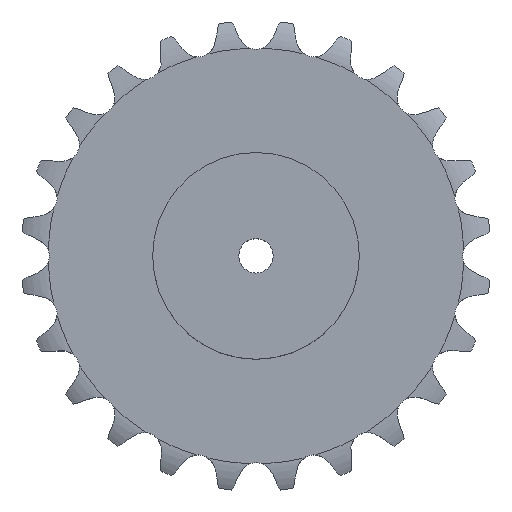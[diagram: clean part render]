
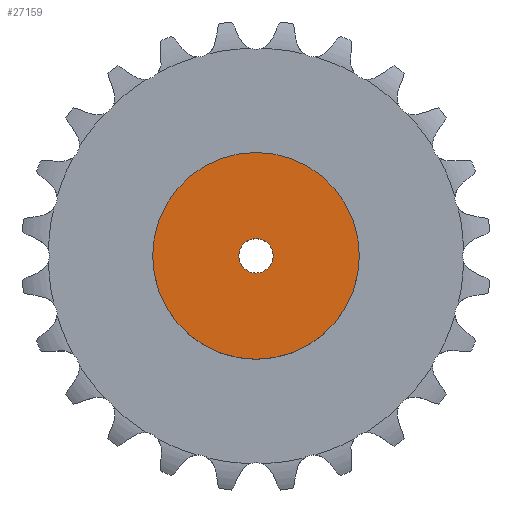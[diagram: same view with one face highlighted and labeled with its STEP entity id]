
A CAD part, top view. The second image highlights one B-rep face of the part: STEP entity #27159.
In plain terms, the highlighted planar face has unit normal (0, 0, 1).
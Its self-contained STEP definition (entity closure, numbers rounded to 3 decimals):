
#3333 = CYLINDRICAL_SURFACE('',#3334,90.);
#3334 = AXIS2_PLACEMENT_3D('',#3335,#3336,#3337);
#3335 = CARTESIAN_POINT('',(0.,0.,0.));
#3336 = DIRECTION('',(-0.,-0.,-1.));
#3337 = DIRECTION('',(1.,0.,0.));
#17510 = VERTEX_POINT('',#17511);
#17511 = CARTESIAN_POINT('',(90.,0.,90.));
#17532 = EDGE_CURVE('',#17510,#17510,#17533,.T.);
#17533 = SURFACE_CURVE('',#17534,(#17539,#17546),.PCURVE_S1.);
#17534 = CIRCLE('',#17535,90.);
#17535 = AXIS2_PLACEMENT_3D('',#17536,#17537,#17538);
#17536 = CARTESIAN_POINT('',(0.,0.,90.));
#17537 = DIRECTION('',(0.,0.,1.));
#17538 = DIRECTION('',(1.,0.,0.));
#17539 = PCURVE('',#3333,#17540);
#17540 = DEFINITIONAL_REPRESENTATION('',(#17541),#17545);
#17541 = LINE('',#17542,#17543);
#17542 = CARTESIAN_POINT('',(-0.,-90.));
#17543 = VECTOR('',#17544,1.);
#17544 = DIRECTION('',(-1.,0.));
#17545 = ( GEOMETRIC_REPRESENTATION_CONTEXT(2) 
PARAMETRIC_REPRESENTATION_CONTEXT() REPRESENTATION_CONTEXT('2D SPACE',''
  ) );
#17546 = PCURVE('',#17547,#17552);
#17547 = PLANE('',#17548);
#17548 = AXIS2_PLACEMENT_3D('',#17549,#17550,#17551);
#17549 = CARTESIAN_POINT('',(0.,0.,90.)
  );
#17550 = DIRECTION('',(0.,0.,1.));
#17551 = DIRECTION('',(1.,0.,0.));
#17552 = DEFINITIONAL_REPRESENTATION('',(#17553),#17557);
#17553 = CIRCLE('',#17554,90.);
#17554 = AXIS2_PLACEMENT_2D('',#17555,#17556);
#17555 = CARTESIAN_POINT('',(0.,0.));
#17556 = DIRECTION('',(1.,0.));
#17557 = ( GEOMETRIC_REPRESENTATION_CONTEXT(2) 
PARAMETRIC_REPRESENTATION_CONTEXT() REPRESENTATION_CONTEXT('2D SPACE',''
  ) );
#23261 = CYLINDRICAL_SURFACE('',#23262,15.);
#23262 = AXIS2_PLACEMENT_3D('',#23263,#23264,#23265);
#23263 = CARTESIAN_POINT('',(0.,0.,629.726));
#23264 = DIRECTION('',(0.,0.,1.));
#23265 = DIRECTION('',(1.,0.,0.));
#27159 = ADVANCED_FACE('',(#27160,#27163),#17547,.T.);
#27160 = FACE_BOUND('',#27161,.T.);
#27161 = EDGE_LOOP('',(#27162));
#27162 = ORIENTED_EDGE('',*,*,#17532,.T.);
#27163 = FACE_BOUND('',#27164,.T.);
#27164 = EDGE_LOOP('',(#27165));
#27165 = ORIENTED_EDGE('',*,*,#27166,.F.);
#27166 = EDGE_CURVE('',#27167,#27167,#27169,.T.);
#27167 = VERTEX_POINT('',#27168);
#27168 = CARTESIAN_POINT('',(15.,0.,90.));
#27169 = SURFACE_CURVE('',#27170,(#27175,#27182),.PCURVE_S1.);
#27170 = CIRCLE('',#27171,15.);
#27171 = AXIS2_PLACEMENT_3D('',#27172,#27173,#27174);
#27172 = CARTESIAN_POINT('',(0.,0.,90.));
#27173 = DIRECTION('',(0.,0.,1.));
#27174 = DIRECTION('',(1.,0.,0.));
#27175 = PCURVE('',#17547,#27176);
#27176 = DEFINITIONAL_REPRESENTATION('',(#27177),#27181);
#27177 = CIRCLE('',#27178,15.);
#27178 = AXIS2_PLACEMENT_2D('',#27179,#27180);
#27179 = CARTESIAN_POINT('',(0.,0.));
#27180 = DIRECTION('',(1.,0.));
#27181 = ( GEOMETRIC_REPRESENTATION_CONTEXT(2) 
PARAMETRIC_REPRESENTATION_CONTEXT() REPRESENTATION_CONTEXT('2D SPACE',''
  ) );
#27182 = PCURVE('',#23261,#27183);
#27183 = DEFINITIONAL_REPRESENTATION('',(#27184),#27188);
#27184 = LINE('',#27185,#27186);
#27185 = CARTESIAN_POINT('',(0.,-539.726));
#27186 = VECTOR('',#27187,1.);
#27187 = DIRECTION('',(1.,0.));
#27188 = ( GEOMETRIC_REPRESENTATION_CONTEXT(2) 
PARAMETRIC_REPRESENTATION_CONTEXT() REPRESENTATION_CONTEXT('2D SPACE',''
  ) );
